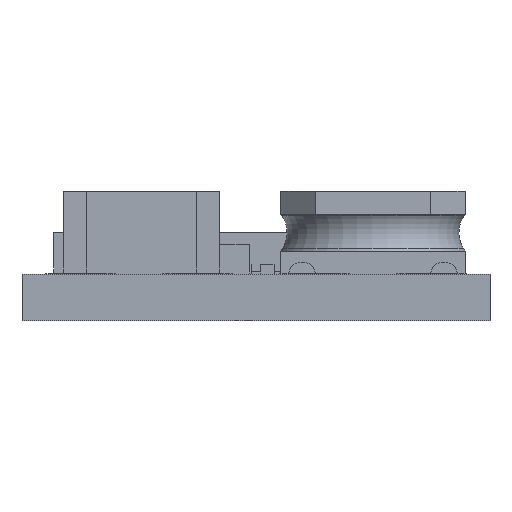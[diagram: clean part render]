
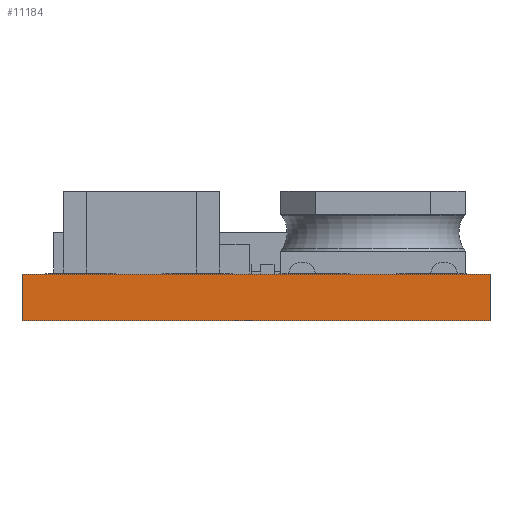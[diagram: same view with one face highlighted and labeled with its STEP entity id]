
A CAD part, front view. The second image highlights one B-rep face of the part: STEP entity #11184.
In plain terms, the highlighted planar face has unit normal (0, -1, 0).
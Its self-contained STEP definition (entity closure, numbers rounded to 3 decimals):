
#603=PLANE('',#11817);
#1022=FACE_OUTER_BOUND('',#1672,.T.);
#1672=EDGE_LOOP('',(#7840,#7841,#7842,#7843));
#2267=LINE('',#14543,#3462);
#2406=LINE('',#14821,#3601);
#2554=LINE('',#16504,#3749);
#2556=LINE('',#16507,#3751);
#3462=VECTOR('',#12362,1000.);
#3601=VECTOR('',#12503,1000.);
#3749=VECTOR('',#12659,1000.);
#3751=VECTOR('',#12663,1000.);
#4735=VERTEX_POINT('',#14540);
#4736=VERTEX_POINT('',#14542);
#4872=VERTEX_POINT('',#14815);
#4874=VERTEX_POINT('',#14819);
#5802=EDGE_CURVE('',#4735,#4736,#2267,.T.);
#5941=EDGE_CURVE('',#4872,#4874,#2406,.T.);
#6206=EDGE_CURVE('',#4735,#4872,#2554,.T.);
#6208=EDGE_CURVE('',#4736,#4874,#2556,.T.);
#7840=ORIENTED_EDGE('',*,*,#5941,.T.);
#7841=ORIENTED_EDGE('',*,*,#6208,.F.);
#7842=ORIENTED_EDGE('',*,*,#5802,.F.);
#7843=ORIENTED_EDGE('',*,*,#6206,.T.);
#11184=ADVANCED_FACE('',(#1022),#603,.F.);
#11817=AXIS2_PLACEMENT_3D('',#16506,#12661,#12662);
#12362=DIRECTION('',(1.,0.,0.));
#12503=DIRECTION('',(1.,0.,0.));
#12659=DIRECTION('',(0.,0.,-1.));
#12661=DIRECTION('center_axis',(0.,1.,0.));
#12662=DIRECTION('ref_axis',(0.,0.,1.));
#12663=DIRECTION('',(0.,0.,-1.));
#14540=CARTESIAN_POINT('',(0.,0.,1.016));
#14542=CARTESIAN_POINT('',(10.16,0.,1.016));
#14543=CARTESIAN_POINT('',(0.,0.,1.016));
#14815=CARTESIAN_POINT('',(0.,0.,0.));
#14819=CARTESIAN_POINT('',(10.16,0.,0.));
#14821=CARTESIAN_POINT('',(0.,0.,0.));
#16504=CARTESIAN_POINT('',(0.,0.,1.016));
#16506=CARTESIAN_POINT('Origin',(0.,0.,1.016));
#16507=CARTESIAN_POINT('',(10.16,0.,1.016));
